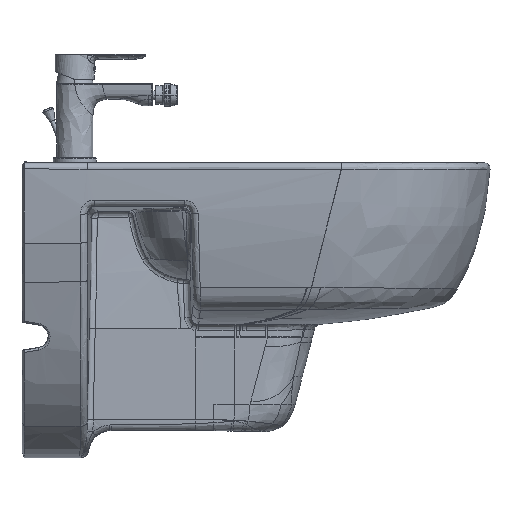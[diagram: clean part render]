
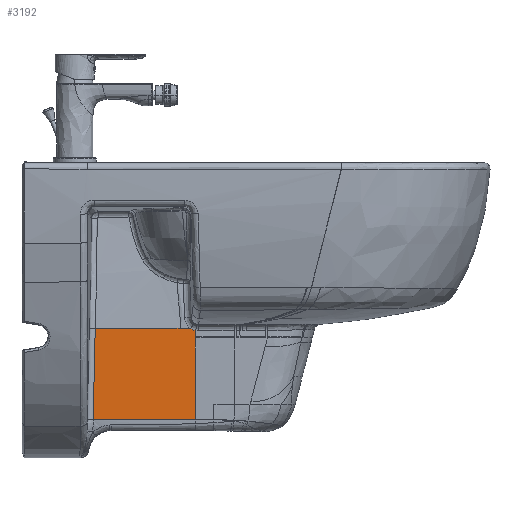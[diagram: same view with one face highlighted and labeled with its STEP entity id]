
A CAD part, left-side view. The second image highlights one B-rep face of the part: STEP entity #3192.
In plain terms, the highlighted planar face has unit normal (-0.999, -0.02, -0.04).
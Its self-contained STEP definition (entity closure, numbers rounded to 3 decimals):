
#46=PLANE('',#21997);
#3192=ADVANCED_FACE('',(#4134),#46,.T.);
#4134=FACE_OUTER_BOUND('',#5076,.T.);
#5076=EDGE_LOOP('',(#6690,#6691,#6692,#6693,#6694,#6695,#6696,#6697,#6698));
#6690=ORIENTED_EDGE('',*,*,#11030,.T.);
#6691=ORIENTED_EDGE('',*,*,#11031,.F.);
#6692=ORIENTED_EDGE('',*,*,#11032,.F.);
#6693=ORIENTED_EDGE('',*,*,#11028,.T.);
#6694=ORIENTED_EDGE('',*,*,#11027,.T.);
#6695=ORIENTED_EDGE('',*,*,#11033,.F.);
#6696=ORIENTED_EDGE('',*,*,#11026,.F.);
#6697=ORIENTED_EDGE('',*,*,#11034,.F.);
#6698=ORIENTED_EDGE('',*,*,#11029,.F.);
#11026=EDGE_CURVE('',#18410,#18409,#14902,.T.);
#11027=EDGE_CURVE('',#18412,#18411,#14903,.T.);
#11028=EDGE_CURVE('',#18414,#18412,#14904,.T.);
#11029=EDGE_CURVE('',#18408,#18413,#14905,.T.);
#11030=EDGE_CURVE('',#18408,#18407,#14906,.T.);
#11031=EDGE_CURVE('',#18415,#18407,#14907,.T.);
#11032=EDGE_CURVE('',#18414,#18415,#14908,.T.);
#11033=EDGE_CURVE('',#18409,#18411,#14909,.T.);
#11034=EDGE_CURVE('',#18413,#18410,#14910,.T.);
#14902=B_SPLINE_CURVE_WITH_KNOTS('',5,(#41376,#41377,#41378,#41379,#41380,
#41381),.UNSPECIFIED.,.F.,.F.,(6,6),(-11.117,-0.917),
 .UNSPECIFIED.);
#14903=B_SPLINE_CURVE_WITH_KNOTS('',5,(#41382,#41383,#41384,#41385,#41386,
#41387),.UNSPECIFIED.,.F.,.F.,(6,6),(0.,7.163),.UNSPECIFIED.);
#14904=B_SPLINE_CURVE_WITH_KNOTS('',5,(#41388,#41389,#41390,#41391,#41392,
#41393),.UNSPECIFIED.,.F.,.F.,(6,6),(0.,1.133),.UNSPECIFIED.);
#14905=B_SPLINE_CURVE_WITH_KNOTS('',5,(#41394,#41395,#41396,#41397,#41398,
#41399,#41400,#41401,#41402),.UNSPECIFIED.,.F.,.F.,(6,3,6),(-460.853,
-394.373,-312.288),.UNSPECIFIED.);
#14906=B_SPLINE_CURVE_WITH_KNOTS('',5,(#41403,#41404,#41405,#41406,#41407,
#41408,#41409,#41410,#41411,#41412,#41413,#41414),.UNSPECIFIED.,.F.,.F.,
(6,3,3,6),(45.71,87.465,129.221,212.731),
 .UNSPECIFIED.);
#14907=B_SPLINE_CURVE_WITH_KNOTS('',4,(#41415,#41416,#41417,#41418,#41419),
 .UNSPECIFIED.,.F.,.F.,(5,5),(1.088,95.263),.UNSPECIFIED.);
#14908=B_SPLINE_CURVE_WITH_KNOTS('',3,(#41420,#41421,#41422,#41423),
 .UNSPECIFIED.,.F.,.F.,(4,4),(-0.75,0.),.UNSPECIFIED.);
#14909=B_SPLINE_CURVE_WITH_KNOTS('',5,(#41424,#41425,#41426,#41427,#41428,
#41429),.UNSPECIFIED.,.F.,.F.,(6,6),(15.841,22.845),
 .UNSPECIFIED.);
#14910=B_SPLINE_CURVE_WITH_KNOTS('',5,(#41430,#41431,#41432,#41433,#41434,
#41435),.UNSPECIFIED.,.F.,.F.,(6,6),(-93.132,0.),.UNSPECIFIED.);
#18407=VERTEX_POINT('',#41367);
#18408=VERTEX_POINT('',#41368);
#18409=VERTEX_POINT('',#41369);
#18410=VERTEX_POINT('',#41370);
#18411=VERTEX_POINT('',#41371);
#18412=VERTEX_POINT('',#41372);
#18413=VERTEX_POINT('',#41373);
#18414=VERTEX_POINT('',#41374);
#18415=VERTEX_POINT('',#41375);
#21997=AXIS2_PLACEMENT_3D('',#41366,#22089,$);
#22089=DIRECTION('',(-0.999,-0.02,-0.04));
#41366=CARTESIAN_POINT('',(-69.334,207.155,151.115));
#41367=CARTESIAN_POINT('',(-55.425,71.279,-126.981));
#41368=CARTESIAN_POINT('',(-57.799,189.25,-126.852));
#41369=CARTESIAN_POINT('',(-59.772,77.09,-21.78));
#41370=CARTESIAN_POINT('',(-59.99,87.927,-21.773));
#41371=CARTESIAN_POINT('',(-59.545,71.026,-24.381));
#41372=CARTESIAN_POINT('',(-59.253,70.787,-31.534));
#41373=CARTESIAN_POINT('',(-61.978,186.874,-21.709));
#41374=CARTESIAN_POINT('',(-59.207,70.749,-32.665));
#41375=CARTESIAN_POINT('',(-59.217,71.279,-32.665));
#41376=CARTESIAN_POINT('',(-59.99,87.927,-21.773));
#41377=CARTESIAN_POINT('',(-59.946,85.76,-21.775));
#41378=CARTESIAN_POINT('',(-59.902,83.592,-21.776));
#41379=CARTESIAN_POINT('',(-59.859,81.425,-21.777));
#41380=CARTESIAN_POINT('',(-59.815,79.257,-21.779));
#41381=CARTESIAN_POINT('',(-59.772,77.09,-21.78));
#41382=CARTESIAN_POINT('',(-59.253,70.787,-31.534));
#41383=CARTESIAN_POINT('',(-59.312,70.835,-30.103));
#41384=CARTESIAN_POINT('',(-59.37,70.883,-28.673));
#41385=CARTESIAN_POINT('',(-59.429,70.931,-27.242));
#41386=CARTESIAN_POINT('',(-59.487,70.979,-25.811));
#41387=CARTESIAN_POINT('',(-59.545,71.026,-24.381));
#41388=CARTESIAN_POINT('',(-59.207,70.749,-32.665));
#41389=CARTESIAN_POINT('',(-59.216,70.756,-32.438));
#41390=CARTESIAN_POINT('',(-59.225,70.764,-32.212));
#41391=CARTESIAN_POINT('',(-59.235,70.772,-31.986));
#41392=CARTESIAN_POINT('',(-59.244,70.779,-31.76));
#41393=CARTESIAN_POINT('',(-59.253,70.787,-31.534));
#41394=CARTESIAN_POINT('',(-57.799,189.25,-126.852));
#41395=CARTESIAN_POINT('',(-58.165,189.05,-117.646));
#41396=CARTESIAN_POINT('',(-58.527,188.851,-108.548));
#41397=CARTESIAN_POINT('',(-58.888,188.651,-99.469));
#41398=CARTESIAN_POINT('',(-59.722,188.187,-78.49));
#41399=CARTESIAN_POINT('',(-60.556,187.713,-57.511));
#41400=CARTESIAN_POINT('',(-61.035,187.436,-45.456));
#41401=CARTESIAN_POINT('',(-61.51,187.156,-33.496));
#41402=CARTESIAN_POINT('',(-61.978,186.874,-21.709));
#41403=CARTESIAN_POINT('',(-57.799,189.25,-126.852));
#41404=CARTESIAN_POINT('',(-57.68,183.361,-126.86));
#41405=CARTESIAN_POINT('',(-57.562,177.474,-126.868));
#41406=CARTESIAN_POINT('',(-57.443,171.587,-126.876));
#41407=CARTESIAN_POINT('',(-57.206,159.805,-126.891));
#41408=CARTESIAN_POINT('',(-56.969,148.007,-126.905));
#41409=CARTESIAN_POINT('',(-56.85,142.104,-126.912));
#41410=CARTESIAN_POINT('',(-56.494,124.398,-126.932));
#41411=CARTESIAN_POINT('',(-56.138,106.691,-126.95));
#41412=CARTESIAN_POINT('',(-55.9,94.887,-126.961));
#41413=CARTESIAN_POINT('',(-55.663,83.083,-126.972));
#41414=CARTESIAN_POINT('',(-55.425,71.279,-126.981));
#41415=CARTESIAN_POINT('',(-59.217,71.279,-32.665));
#41416=CARTESIAN_POINT('',(-58.27,71.279,-56.24));
#41417=CARTESIAN_POINT('',(-57.322,71.279,-79.815));
#41418=CARTESIAN_POINT('',(-56.374,71.279,-103.397));
#41419=CARTESIAN_POINT('',(-55.425,71.279,-126.981));
#41420=CARTESIAN_POINT('',(-59.207,70.749,-32.665));
#41421=CARTESIAN_POINT('',(-59.21,70.925,-32.665));
#41422=CARTESIAN_POINT('',(-59.214,71.102,-32.665));
#41423=CARTESIAN_POINT('',(-59.217,71.279,-32.665));
#41424=CARTESIAN_POINT('',(-59.772,77.09,-21.78));
#41425=CARTESIAN_POINT('',(-59.719,76.006,-22.544));
#41426=CARTESIAN_POINT('',(-59.67,74.841,-23.197));
#41427=CARTESIAN_POINT('',(-59.624,73.611,-23.726));
#41428=CARTESIAN_POINT('',(-59.582,72.332,-24.122));
#41429=CARTESIAN_POINT('',(-59.545,71.026,-24.381));
#41430=CARTESIAN_POINT('',(-61.978,186.874,-21.709));
#41431=CARTESIAN_POINT('',(-61.58,167.085,-21.724));
#41432=CARTESIAN_POINT('',(-61.183,147.296,-21.738));
#41433=CARTESIAN_POINT('',(-60.785,127.507,-21.749));
#41434=CARTESIAN_POINT('',(-60.387,107.717,-21.761));
#41435=CARTESIAN_POINT('',(-59.99,87.927,-21.773));
